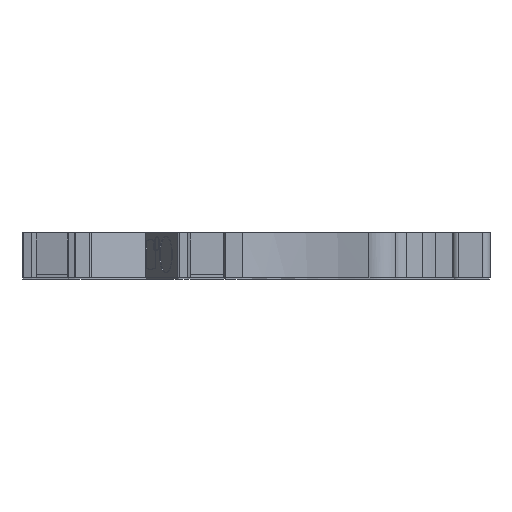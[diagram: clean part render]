
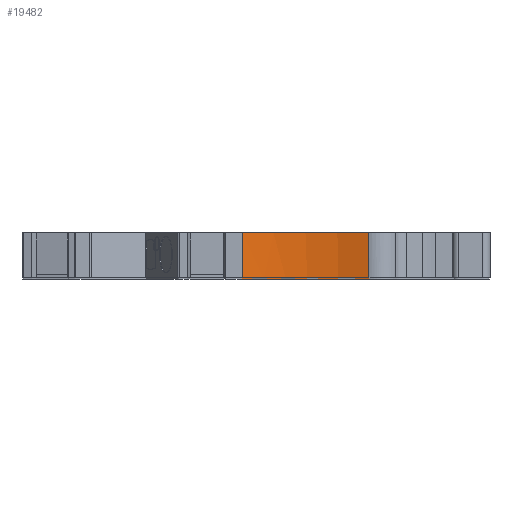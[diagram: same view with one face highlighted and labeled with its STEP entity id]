
A CAD part, left-side view. The second image highlights one B-rep face of the part: STEP entity #19482.
In plain terms, the highlighted cylindrical face has radius 26 mm (diameter 52 mm), a partial arc.
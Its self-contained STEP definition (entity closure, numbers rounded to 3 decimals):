
#482 = VERTEX_POINT ( 'NONE', #7530 ) ;
#853 = ORIENTED_EDGE ( 'NONE', *, *, #18454, .F. ) ;
#1319 = LINE ( 'NONE', #10538, #16570 ) ;
#1525 = B_SPLINE_CURVE_WITH_KNOTS ( 'NONE', 3,
 ( #23489, #9507, #19401, #13818 ),
 .UNSPECIFIED., .F., .F.,
 ( 4, 4 ),
 ( 0.008, 0.976 ),
 .UNSPECIFIED. ) ;
#2567 = CARTESIAN_POINT ( 'NONE',  ( -55.017, 43.248, 73.573 ) ) ;
#2733 = CARTESIAN_POINT ( 'NONE',  ( -29.007, 40.48, 67.423 ) ) ;
#3639 = DIRECTION ( 'NONE',  ( 0., 0., 1. ) ) ;
#4065 = ORIENTED_EDGE ( 'NONE', *, *, #9320, .F. ) ;
#4702 = DIRECTION ( 'NONE',  ( 1., 0., 0. ) ) ;
#5000 = CARTESIAN_POINT ( 'NONE',  ( -30.379, 34.937, 67.423 ) ) ;
#5350 = EDGE_CURVE ( 'NONE', #20406, #482, #8371, .T. ) ;
#5557 = CYLINDRICAL_SURFACE ( 'NONE', #20946, 26. ) ;
#5782 = AXIS2_PLACEMENT_3D ( 'NONE', #16809, #3639, #24388 ) ;
#6138 = ORIENTED_EDGE ( 'NONE', *, *, #14437, .T. ) ;
#6890 = ORIENTED_EDGE ( 'NONE', *, *, #17458, .F. ) ;
#7337 = CARTESIAN_POINT ( 'NONE',  ( -30.379, 34.937, 67.573 ) ) ;
#7530 = CARTESIAN_POINT ( 'NONE',  ( -30.431, 51.706, 67.423 ) ) ;
#7590 = CARTESIAN_POINT ( 'NONE',  ( -30.379, 34.937, 67.473 ) ) ;
#7772 = CIRCLE ( 'NONE', #5782, 26. ) ;
#8054 = CARTESIAN_POINT ( 'NONE',  ( -30.431, 51.706, 67.573 ) ) ;
#8371 = LINE ( 'NONE', #13835, #21264 ) ;
#8594 = VERTEX_POINT ( 'NONE', #9402 ) ;
#8595 = CARTESIAN_POINT ( 'NONE',  ( -29.025, 46.172, 67.423 ) ) ;
#8761 = B_SPLINE_CURVE_WITH_KNOTS ( 'NONE', 3,
 ( #10595, #19648, #2733, #8595, #18165, #10342 ),
 .UNSPECIFIED., .F., .F.,
 ( 4, 2, 4 ),
 ( 0., 0.5, 1. ),
 .UNSPECIFIED. ) ;
#9075 = ORIENTED_EDGE ( 'NONE', *, *, #13557, .F. ) ;
#9305 = DIRECTION ( 'NONE',  ( -1., 0., 0. ) ) ;
#9320 = EDGE_CURVE ( 'NONE', #13166, #16430, #20397, .T. ) ;
#9330 = CARTESIAN_POINT ( 'NONE',  ( -30.432, 51.709, 67.573 ) ) ;
#9402 = CARTESIAN_POINT ( 'NONE',  ( -30.379, 34.937, 67.573 ) ) ;
#9507 = CARTESIAN_POINT ( 'NONE',  ( -30.377, 34.937, 71.573 ) ) ;
#10342 = CARTESIAN_POINT ( 'NONE',  ( -30.431, 51.706, 67.423 ) ) ;
#10538 = CARTESIAN_POINT ( 'NONE',  ( -30.432, 51.709, 73.623 ) ) ;
#10595 = CARTESIAN_POINT ( 'NONE',  ( -30.379, 34.937, 67.423 ) ) ;
#12516 = DIRECTION ( 'NONE',  ( 0., 0., -1. ) ) ;
#13067 = VERTEX_POINT ( 'NONE', #9330 ) ;
#13166 = VERTEX_POINT ( 'NONE', #15177 ) ;
#13557 = EDGE_CURVE ( 'NONE', #16430, #8594, #1525, .T. ) ;
#13638 = DIRECTION ( 'NONE',  ( 0., 0., -1. ) ) ;
#13818 = CARTESIAN_POINT ( 'NONE',  ( -30.379, 34.937, 67.573 ) ) ;
#13835 = CARTESIAN_POINT ( 'NONE',  ( -30.431, 51.706, 67.498 ) ) ;
#14206 = EDGE_LOOP ( 'NONE', ( #4065, #6138, #6890, #23921, #18691, #853, #9075 ) ) ;
#14437 = EDGE_CURVE ( 'NONE', #13166, #13067, #1319, .T. ) ;
#15177 = CARTESIAN_POINT ( 'NONE',  ( -30.432, 51.709, 73.573 ) ) ;
#15526 = B_SPLINE_CURVE_WITH_KNOTS ( 'NONE', 3,
 ( #7337, #17156, #7590, #19144 ),
 .UNSPECIFIED., .F., .F.,
 ( 4, 4 ),
 ( 0., 1. ),
 .UNSPECIFIED. ) ;
#15881 = DIRECTION ( 'NONE',  ( 0., 0., -1. ) ) ;
#16430 = VERTEX_POINT ( 'NONE', #21064 ) ;
#16570 = VECTOR ( 'NONE', #12516, 1000. ) ;
#16809 = CARTESIAN_POINT ( 'NONE',  ( -55.016, 43.245, 67.573 ) ) ;
#16952 = VERTEX_POINT ( 'NONE', #5000 ) ;
#17156 = CARTESIAN_POINT ( 'NONE',  ( -30.379, 34.937, 67.523 ) ) ;
#17458 = EDGE_CURVE ( 'NONE', #20406, #13067, #7772, .T. ) ;
#18165 = CARTESIAN_POINT ( 'NONE',  ( -29.505, 49.015, 67.423 ) ) ;
#18454 = EDGE_CURVE ( 'NONE', #8594, #16952, #15526, .T. ) ;
#18691 = ORIENTED_EDGE ( 'NONE', *, *, #22014, .F. ) ;
#19144 = CARTESIAN_POINT ( 'NONE',  ( -30.379, 34.937, 67.423 ) ) ;
#19235 = CARTESIAN_POINT ( 'NONE',  ( -55.017, 43.248, 73.623 ) ) ;
#19401 = CARTESIAN_POINT ( 'NONE',  ( -30.377, 34.937, 69.573 ) ) ;
#19482 = ADVANCED_FACE ( 'NONE', ( #22971 ), #5557, .F. ) ;
#19648 = CARTESIAN_POINT ( 'NONE',  ( -29.47, 37.633, 67.423 ) ) ;
#19663 = DIRECTION ( 'NONE',  ( 0., 0., -1. ) ) ;
#20397 = CIRCLE ( 'NONE', #23150, 26. ) ;
#20406 = VERTEX_POINT ( 'NONE', #8054 ) ;
#20946 = AXIS2_PLACEMENT_3D ( 'NONE', #19235, #13638, #9305 ) ;
#21064 = CARTESIAN_POINT ( 'NONE',  ( -30.379, 34.937, 73.573 ) ) ;
#21264 = VECTOR ( 'NONE', #19663, 1000. ) ;
#22014 = EDGE_CURVE ( 'NONE', #16952, #482, #8761, .T. ) ;
#22971 = FACE_OUTER_BOUND ( 'NONE', #14206, .T. ) ;
#23150 = AXIS2_PLACEMENT_3D ( 'NONE', #2567, #15881, #4702 ) ;
#23489 = CARTESIAN_POINT ( 'NONE',  ( -30.379, 34.937, 73.573 ) ) ;
#23921 = ORIENTED_EDGE ( 'NONE', *, *, #5350, .T. ) ;
#24388 = DIRECTION ( 'NONE',  ( -1., 0., 0. ) ) ;
